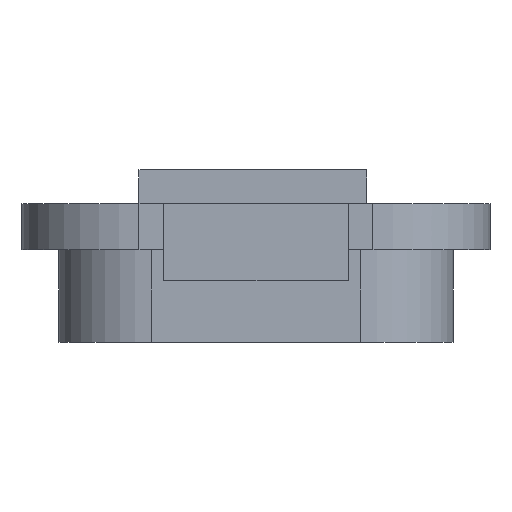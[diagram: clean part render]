
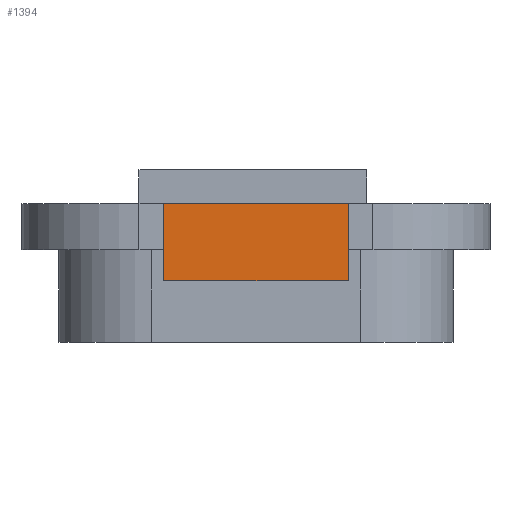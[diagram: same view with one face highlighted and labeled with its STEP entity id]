
A CAD part, left-side view. The second image highlights one B-rep face of the part: STEP entity #1394.
In plain terms, the highlighted planar face has unit normal (-1, 0, 0).
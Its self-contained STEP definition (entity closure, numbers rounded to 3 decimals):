
#149 = VECTOR ( 'NONE', #854, 1000. ) ;
#203 = VERTEX_POINT ( 'NONE', #1160 ) ;
#213 = EDGE_CURVE ( 'NONE', #650, #203, #1579, .T. ) ;
#250 = ORIENTED_EDGE ( 'NONE', *, *, #213, .T. ) ;
#326 = VERTEX_POINT ( 'NONE', #1698 ) ;
#437 = LINE ( 'NONE', #1774, #149 ) ;
#468 = EDGE_LOOP ( 'NONE', ( #1811, #1870, #250, #2016 ) ) ;
#497 = VERTEX_POINT ( 'NONE', #1727 ) ;
#622 = CARTESIAN_POINT ( 'NONE',  ( -16.6, 1.5, 1.5 ) ) ;
#642 = LINE ( 'NONE', #622, #717 ) ;
#650 = VERTEX_POINT ( 'NONE', #1469 ) ;
#686 = CARTESIAN_POINT ( 'NONE',  ( -16.6, -1.5, 1.5 ) ) ;
#717 = VECTOR ( 'NONE', #1750, 1000. ) ;
#777 = DIRECTION ( 'NONE',  ( -1., 0., 0. ) ) ;
#816 = FACE_OUTER_BOUND ( 'NONE', #468, .T. ) ;
#854 = DIRECTION ( 'NONE',  ( 0., 1., 0. ) ) ;
#1160 = CARTESIAN_POINT ( 'NONE',  ( -16.6, -1.5, 2.25 ) ) ;
#1211 = VECTOR ( 'NONE', #1243, 1000. ) ;
#1243 = DIRECTION ( 'NONE',  ( 0., 1., 0. ) ) ;
#1394 = ADVANCED_FACE ( 'NONE', ( #816 ), #2047, .T. ) ;
#1403 = VECTOR ( 'NONE', #1983, 1000. ) ;
#1413 = EDGE_CURVE ( 'NONE', #497, #326, #642, .T. ) ;
#1414 = CARTESIAN_POINT ( 'NONE',  ( -16.6, -1.5, 1. ) ) ;
#1469 = CARTESIAN_POINT ( 'NONE',  ( -16.6, -1.5, 1. ) ) ;
#1554 = CARTESIAN_POINT ( 'NONE',  ( -16.6, 0., 0. ) ) ;
#1579 = LINE ( 'NONE', #686, #1403 ) ;
#1600 = DIRECTION ( 'NONE',  ( 0., 0., 1. ) ) ;
#1625 = LINE ( 'NONE', #1414, #1211 ) ;
#1696 = EDGE_CURVE ( 'NONE', #203, #497, #437, .T. ) ;
#1698 = CARTESIAN_POINT ( 'NONE',  ( -16.6, 1.5, 1. ) ) ;
#1727 = CARTESIAN_POINT ( 'NONE',  ( -16.6, 1.5, 2.25 ) ) ;
#1750 = DIRECTION ( 'NONE',  ( 0., 0., -1. ) ) ;
#1774 = CARTESIAN_POINT ( 'NONE',  ( -16.6, 1.5, 2.25 ) ) ;
#1811 = ORIENTED_EDGE ( 'NONE', *, *, #1413, .T. ) ;
#1812 = AXIS2_PLACEMENT_3D ( 'NONE', #1554, #777, #1600 ) ;
#1870 = ORIENTED_EDGE ( 'NONE', *, *, #2041, .F. ) ;
#1983 = DIRECTION ( 'NONE',  ( 0., 0., 1. ) ) ;
#2016 = ORIENTED_EDGE ( 'NONE', *, *, #1696, .T. ) ;
#2041 = EDGE_CURVE ( 'NONE', #650, #326, #1625, .T. ) ;
#2047 = PLANE ( 'NONE',  #1812 ) ;
